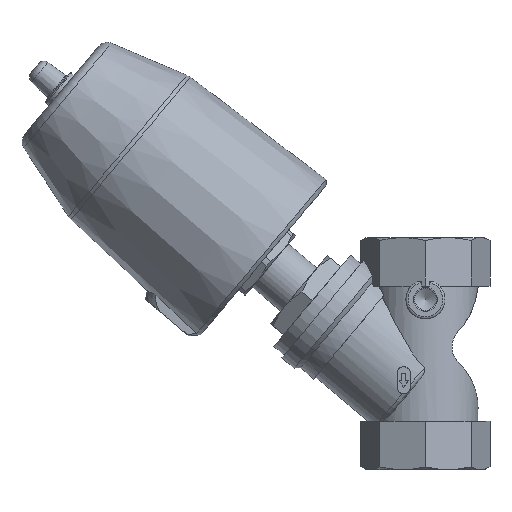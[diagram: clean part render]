
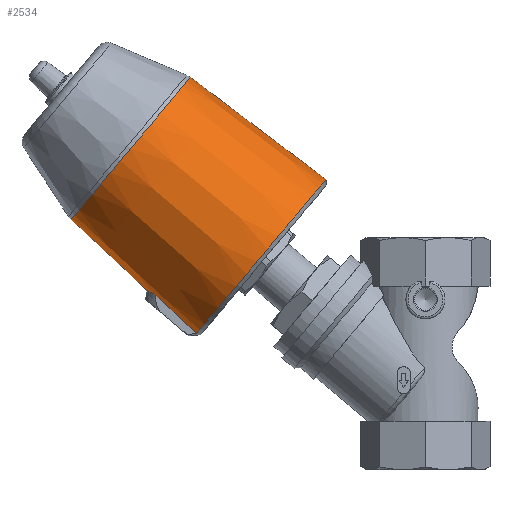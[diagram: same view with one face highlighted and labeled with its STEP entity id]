
A CAD part, left-side view. The second image highlights one B-rep face of the part: STEP entity #2534.
In plain terms, the highlighted conical face has half-angle 3 degrees and reference radius 42.811 mm.
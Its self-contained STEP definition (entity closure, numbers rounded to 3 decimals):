
#46=CONICAL_SURFACE('',#2822,42.811,0.052);
#515=B_SPLINE_CURVE_WITH_KNOTS('',3,(#4351,#4352,#4353,#4354,#4355,#4356,
#4357,#4358,#4359),.UNSPECIFIED.,.F.,.F.,(4,1,1,1,1,1,4),(0.,
0.003,0.006,0.011,0.017,
0.02,0.023),.UNSPECIFIED.);
#517=B_SPLINE_CURVE_WITH_KNOTS('',3,(#4371,#4372,#4373,#4374),
 .UNSPECIFIED.,.F.,.F.,(4,4),(0.001,0.028),
 .UNSPECIFIED.);
#518=B_SPLINE_CURVE_WITH_KNOTS('',3,(#4387,#4388,#4389,#4390),
 .UNSPECIFIED.,.F.,.F.,(4,4),(0.002,0.028),
 .UNSPECIFIED.);
#522=B_SPLINE_CURVE_WITH_KNOTS('',3,(#4442,#4443,#4444,#4445,#4446,#4447,
#4448,#4449,#4450,#4451,#4452,#4453,#4454,#4455,#4456,#4457,#4458,#4459,
#4460,#4461,#4462,#4463,#4464,#4465,#4466,#4467,#4468,#4469,#4470,#4471,
#4472,#4473,#4474,#4475,#4476,#4477,#4478,#4479,#4480,#4481,#4482,#4483,
#4484,#4485,#4486,#4487,#4488,#4489,#4490,#4491,#4492,#4493),
 .UNSPECIFIED.,.F.,.F.,(4,1,1,1,1,1,1,1,1,1,1,1,1,1,1,1,1,1,1,1,1,1,1,1,
1,1,1,1,1,1,1,1,1,1,1,1,1,1,1,1,1,1,1,1,1,1,1,1,1,4),(0.157,
0.166,0.17,0.174,0.183,
0.191,0.2,0.209,0.217,
0.221,0.226,0.23,0.234,
0.239,0.243,0.247,0.251,
0.256,0.26,0.264,0.269,
0.277,0.286,0.294,0.298,
0.303,0.307,0.311,0.32,
0.328,0.337,0.341,0.346,
0.35,0.354,0.358,0.363,0.367,
0.371,0.376,0.38,0.384,
0.388,0.393,0.397,0.401,
0.406,0.414,0.423,0.431),
 .UNSPECIFIED.);
#841=ORIENTED_EDGE('',*,*,#1472,.T.);
#842=ORIENTED_EDGE('',*,*,#1476,.T.);
#843=ORIENTED_EDGE('',*,*,#1504,.T.);
#844=ORIENTED_EDGE('',*,*,#1483,.F.);
#845=ORIENTED_EDGE('',*,*,#1516,.T.);
#1472=EDGE_CURVE('',#1806,#1808,#515,.T.);
#1476=EDGE_CURVE('',#1808,#1812,#517,.T.);
#1483=EDGE_CURVE('',#1806,#1818,#518,.T.);
#1504=EDGE_CURVE('',#1812,#1818,#522,.T.);
#1516=EDGE_CURVE('',#1839,#1839,#2009,.T.);
#1806=VERTEX_POINT('',#4342);
#1808=VERTEX_POINT('',#4350);
#1812=VERTEX_POINT('',#4370);
#1818=VERTEX_POINT('',#4391);
#1839=VERTEX_POINT('',#4531);
#2009=CIRCLE('',#2821,42.811);
#2113=EDGE_LOOP('',(#841,#842,#843,#844));
#2114=EDGE_LOOP('',(#845));
#2319=FACE_BOUND('',#2113,.T.);
#2320=FACE_BOUND('',#2114,.T.);
#2534=ADVANCED_FACE('',(#2319,#2320),#46,.T.);
#2821=AXIS2_PLACEMENT_3D('',#4530,#3336,#3337);
#2822=AXIS2_PLACEMENT_3D('',#4532,#3338,#3339);
#3336=DIRECTION('',(0.643,-0.766,0.));
#3337=DIRECTION('',(0.766,0.643,0.));
#3338=DIRECTION('',(0.643,-0.766,0.));
#3339=DIRECTION('',(0.766,0.643,0.));
#4342=CARTESIAN_POINT('',(-80.625,124.58,10.));
#4350=CARTESIAN_POINT('',(-80.625,124.58,-10.));
#4351=CARTESIAN_POINT('',(-80.625,124.58,10.));
#4352=CARTESIAN_POINT('',(-81.003,125.19,9.376));
#4353=CARTESIAN_POINT('',(-81.638,126.286,7.991));
#4354=CARTESIAN_POINT('',(-82.529,127.979,4.692));
#4355=CARTESIAN_POINT('',(-82.944,128.876,-0.006));
#4356=CARTESIAN_POINT('',(-82.526,127.973,-4.709));
#4357=CARTESIAN_POINT('',(-81.635,126.28,-7.997));
#4358=CARTESIAN_POINT('',(-81.003,125.19,-9.375));
#4359=CARTESIAN_POINT('',(-80.625,124.58,-10.));
#4370=CARTESIAN_POINT('',(-62.755,105.466,-10.));
#4371=CARTESIAN_POINT('',(-80.625,124.58,-10.));
#4372=CARTESIAN_POINT('',(-74.668,118.208,-10.));
#4373=CARTESIAN_POINT('',(-68.711,111.837,-10.));
#4374=CARTESIAN_POINT('',(-62.755,105.466,-10.));
#4387=CARTESIAN_POINT('',(-80.625,124.58,10.));
#4388=CARTESIAN_POINT('',(-74.668,118.208,10.));
#4389=CARTESIAN_POINT('',(-68.711,111.837,10.));
#4390=CARTESIAN_POINT('',(-62.755,105.466,10.));
#4391=CARTESIAN_POINT('',(-62.755,105.466,10.));
#4442=CARTESIAN_POINT('',(-62.755,105.466,-10.));
#4443=CARTESIAN_POINT('',(-63.225,105.071,-12.81));
#4444=CARTESIAN_POINT('',(-64.215,104.241,-16.886));
#4445=CARTESIAN_POINT('',(-66.087,102.67,-22.045));
#4446=CARTESIAN_POINT('',(-68.347,100.773,-27.022));
#4447=CARTESIAN_POINT('',(-71.731,97.934,-32.577));
#4448=CARTESIAN_POINT('',(-76.758,93.716,-38.287));
#4449=CARTESIAN_POINT('',(-82.385,88.994,-42.622));
#4450=CARTESIAN_POINT('',(-88.643,83.743,-45.607));
#4451=CARTESIAN_POINT('',(-94.005,79.244,-46.789));
#4452=CARTESIAN_POINT('',(-98.436,75.526,-46.966));
#4453=CARTESIAN_POINT('',(-101.708,72.78,-46.7));
#4454=CARTESIAN_POINT('',(-104.94,70.069,-46.052));
#4455=CARTESIAN_POINT('',(-108.135,67.388,-45.016));
#4456=CARTESIAN_POINT('',(-111.267,64.759,-43.589));
#4457=CARTESIAN_POINT('',(-114.243,62.262,-41.818));
#4458=CARTESIAN_POINT('',(-117.085,59.878,-39.705));
#4459=CARTESIAN_POINT('',(-119.801,57.598,-37.229));
#4460=CARTESIAN_POINT('',(-122.319,55.485,-34.45));
#4461=CARTESIAN_POINT('',(-124.613,53.56,-31.409));
#4462=CARTESIAN_POINT('',(-126.692,51.816,-28.104));
#4463=CARTESIAN_POINT('',(-129.176,49.732,-23.312));
#4464=CARTESIAN_POINT('',(-131.582,47.713,-16.937));
#4465=CARTESIAN_POINT('',(-133.392,46.194,-8.589));
#4466=CARTESIAN_POINT('',(-133.894,45.773,-1.427));
#4467=CARTESIAN_POINT('',(-133.689,45.945,4.327));
#4468=CARTESIAN_POINT('',(-133.239,46.323,8.564));
#4469=CARTESIAN_POINT('',(-132.492,46.95,12.754));
#4470=CARTESIAN_POINT('',(-131.094,48.123,18.232));
#4471=CARTESIAN_POINT('',(-128.691,50.139,24.598));
#4472=CARTESIAN_POINT('',(-124.704,53.485,31.574));
#4473=CARTESIAN_POINT('',(-120.715,56.832,36.393));
#4474=CARTESIAN_POINT('',(-117.083,59.879,39.707));
#4475=CARTESIAN_POINT('',(-114.23,62.273,41.827));
#4476=CARTESIAN_POINT('',(-111.254,64.77,43.595));
#4477=CARTESIAN_POINT('',(-108.152,67.373,45.01));
#4478=CARTESIAN_POINT('',(-104.929,70.078,46.056));
#4479=CARTESIAN_POINT('',(-101.693,72.792,46.702));
#4480=CARTESIAN_POINT('',(-98.43,75.531,46.965));
#4481=CARTESIAN_POINT('',(-95.126,78.303,46.836));
#4482=CARTESIAN_POINT('',(-91.845,81.056,46.31));
#4483=CARTESIAN_POINT('',(-88.65,83.737,45.404));
#4484=CARTESIAN_POINT('',(-85.527,86.358,44.126));
#4485=CARTESIAN_POINT('',(-82.462,88.929,42.453));
#4486=CARTESIAN_POINT('',(-79.56,91.365,40.441));
#4487=CARTESIAN_POINT('',(-76.824,93.661,38.105));
#4488=CARTESIAN_POINT('',(-74.249,95.821,35.445));
#4489=CARTESIAN_POINT('',(-71.045,98.509,31.451));
#4490=CARTESIAN_POINT('',(-67.662,101.348,25.897));
#4491=CARTESIAN_POINT('',(-64.53,103.976,18.217));
#4492=CARTESIAN_POINT('',(-63.222,105.074,12.794));
#4493=CARTESIAN_POINT('',(-62.755,105.466,10.));
#4530=CARTESIAN_POINT('',(-148.077,135.854,0.));
#4531=CARTESIAN_POINT('',(-115.282,163.373,0.));
#4532=CARTESIAN_POINT('',(-148.077,135.854,0.));
